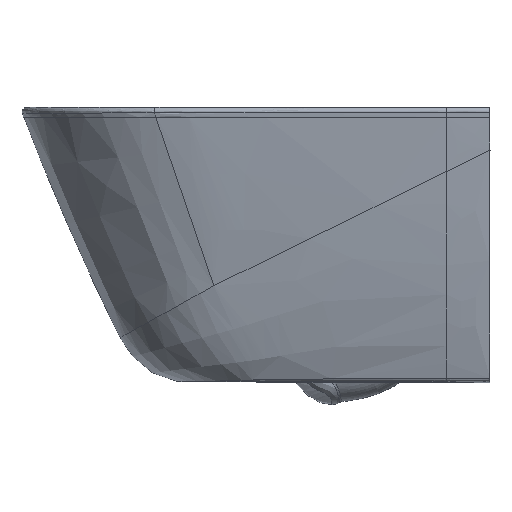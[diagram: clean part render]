
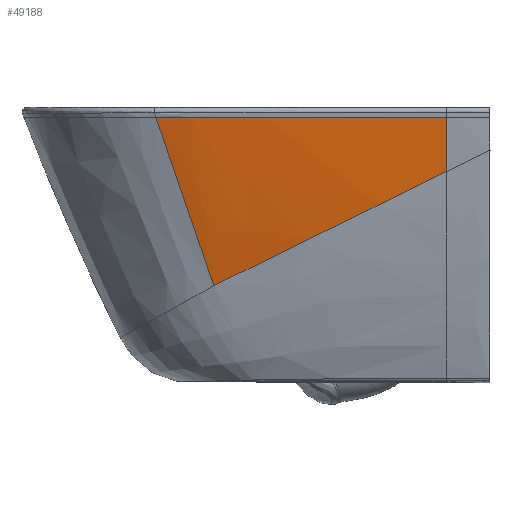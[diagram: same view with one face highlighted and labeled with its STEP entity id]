
A CAD part, front view. The second image highlights one B-rep face of the part: STEP entity #49188.
In plain terms, the highlighted free-form (B-spline) face has degree [3, 3] with [15, 4] control points.
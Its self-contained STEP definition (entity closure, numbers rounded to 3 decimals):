
#45526=CARTESIAN_POINT('',(-50.012,-182.68,
-11.5));
#45527=CARTESIAN_POINT('',(-50.012,-182.291,
-14.272));
#45528=CARTESIAN_POINT('',(-50.002,-180.955,
-23.761));
#45529=CARTESIAN_POINT('',(-50.008,-178.636,
-40.206));
#45530=CARTESIAN_POINT('',(-50.01,-176.023,
-58.665));
#45531=CARTESIAN_POINT('',(-50.002,-174.479,
-69.54));
#45532=CARTESIAN_POINT('',(-50.002,-173.818,
-74.181));
#45534=CARTESIAN_POINT('',(-50.002,-173.818,
-74.181));
#45535=CARTESIAN_POINT('',(-63.874,-172.656,
-80.987));
#45536=CARTESIAN_POINT('',(-92.433,-170.141,
-95.));
#45537=CARTESIAN_POINT('',(-150.341,-164.507,
-123.413));
#45538=CARTESIAN_POINT('',(-209.001,-157.917,
-152.194));
#45539=CARTESIAN_POINT('',(-254.749,-152.011,
-174.641));
#45540=CARTESIAN_POINT('',(-273.039,-149.524,
-183.614));
#45541=CARTESIAN_POINT('',(-280.353,-148.522,
-187.203));
#45542=CARTESIAN_POINT('',(-289.484,-147.203,
-191.683));
#45543=CARTESIAN_POINT('',(-299.391,-145.573,
-196.544));
#45544=CARTESIAN_POINT('',(-306.635,-144.229,
-200.098));
#45545=CARTESIAN_POINT('',(-311.352,-143.29,
-202.413));
#45546=CARTESIAN_POINT('',(-314.276,-142.686,
-203.848));
#45547=CARTESIAN_POINT('',(-317.089,-142.083,
-205.227));
#45548=CARTESIAN_POINT('',(-318.919,-141.681,
-206.126));
#45549=CARTESIAN_POINT('',(-319.747,-141.496,
-206.532));
#45551=DIRECTION('',(-0.32,-0.176,0.931));
#45552=VECTOR('',#45551,209.497);
#45553=CARTESIAN_POINT('',(-319.747,-141.496,
-206.532));
#45554=LINE('',#45553,#45552);
#45555=CARTESIAN_POINT('',(-50.012,-182.68,
-11.5));
#45556=CARTESIAN_POINT('',(-65.633,-182.648,
-11.5));
#45557=CARTESIAN_POINT('',(-95.78,-182.588,
-11.5));
#45558=CARTESIAN_POINT('',(-137.597,-182.504,
-11.5));
#45559=CARTESIAN_POINT('',(-176.337,-182.427,
-11.5));
#45560=CARTESIAN_POINT('',(-212.356,-182.354,
-11.5));
#45561=CARTESIAN_POINT('',(-245.147,-182.285,
-11.5));
#45562=CARTESIAN_POINT('',(-274.972,-182.224,
-11.5));
#45563=CARTESIAN_POINT('',(-302.184,-182.152,
-11.5));
#45564=CARTESIAN_POINT('',(-327.087,-182.138,
-11.5));
#45565=CARTESIAN_POINT('',(-349.806,-181.962,
-11.5));
#45566=CARTESIAN_POINT('',(-369.829,-180.67,
-11.5));
#45567=CARTESIAN_POINT('',(-381.44,-179.16,
-11.5));
#45568=CARTESIAN_POINT('',(-386.814,-178.287,
-11.5));
#48763=VERTEX_POINT('',#45555);
#48764=VERTEX_POINT('',#45568);
#48765=VERTEX_POINT('',#45532);
#48766=VERTEX_POINT('',#45549);
#49117=CARTESIAN_POINT('',(-391.488,-178.454,
-7.599));
#49118=CARTESIAN_POINT('',(-368.067,-165.78,
-75.211));
#49119=CARTESIAN_POINT('',(-344.645,-153.107,
-142.823));
#49120=CARTESIAN_POINT('',(-321.223,-140.434,
-210.435));
#49121=CARTESIAN_POINT('',(-390.38,-178.651,
-7.599));
#49122=CARTESIAN_POINT('',(-367.016,-165.949,
-75.211));
#49123=CARTESIAN_POINT('',(-343.652,-153.247,
-142.823));
#49124=CARTESIAN_POINT('',(-320.288,-140.545,
-210.435));
#49125=CARTESIAN_POINT('',(-389.267,-178.841,
-7.599));
#49126=CARTESIAN_POINT('',(-365.961,-166.111,
-75.211));
#49127=CARTESIAN_POINT('',(-342.655,-153.382,
-142.823));
#49128=CARTESIAN_POINT('',(-319.349,-140.653,
-210.435));
#49129=CARTESIAN_POINT('',(-386.39,-179.31,
-7.599));
#49130=CARTESIAN_POINT('',(-363.235,-166.515,
-75.211));
#49131=CARTESIAN_POINT('',(-340.079,-153.719,
-142.823));
#49132=CARTESIAN_POINT('',(-316.923,-140.923,
-210.435));
#49133=CARTESIAN_POINT('',(-382.857,-179.847,
-7.599));
#49134=CARTESIAN_POINT('',(-359.886,-166.979,
-75.211));
#49135=CARTESIAN_POINT('',(-336.915,-154.11,
-142.823));
#49136=CARTESIAN_POINT('',(-313.945,-141.241,
-210.435));
#49137=CARTESIAN_POINT('',(-375.765,-180.772,
-7.599));
#49138=CARTESIAN_POINT('',(-353.169,-167.79,
-75.211));
#49139=CARTESIAN_POINT('',(-330.572,-154.808,
-142.823));
#49140=CARTESIAN_POINT('',(-307.976,-141.826,
-210.435));
#49141=CARTESIAN_POINT('',(-366.87,-181.66,
-7.599));
#49142=CARTESIAN_POINT('',(-344.75,-168.595,
-75.211));
#49143=CARTESIAN_POINT('',(-322.63,-155.529,
-142.823));
#49144=CARTESIAN_POINT('',(-300.51,-142.464,
-210.435));
#49145=CARTESIAN_POINT('',(-356.161,-182.348,
-7.599));
#49146=CARTESIAN_POINT('',(-334.619,-169.265,
-75.211));
#49147=CARTESIAN_POINT('',(-313.078,-156.182,
-142.823));
#49148=CARTESIAN_POINT('',(-291.536,-143.1,
-210.435));
#49149=CARTESIAN_POINT('',(-345.441,-182.718,
-7.599));
#49150=CARTESIAN_POINT('',(-324.48,-169.688,
-75.211));
#49151=CARTESIAN_POINT('',(-303.519,-156.657,
-142.823));
#49152=CARTESIAN_POINT('',(-282.558,-143.626,
-210.435));
#49153=CARTESIAN_POINT('',(-334.716,-182.849,
-7.599));
#49154=CARTESIAN_POINT('',(-314.337,-169.922,
-75.211));
#49155=CARTESIAN_POINT('',(-293.958,-156.996,
-142.823));
#49156=CARTESIAN_POINT('',(-273.579,-144.069,
-210.435));
#49157=CARTESIAN_POINT('',(-320.411,-182.857,
-7.599));
#49158=CARTESIAN_POINT('',(-300.81,-170.106,
-75.211));
#49159=CARTESIAN_POINT('',(-281.208,-157.354,
-142.823));
#49160=CARTESIAN_POINT('',(-261.607,-144.603,
-210.435));
#49161=CARTESIAN_POINT('',(-225.621,-183.009,
-7.599));
#49162=CARTESIAN_POINT('',(-211.162,-171.398,
-75.211));
#49163=CARTESIAN_POINT('',(-196.703,-159.786,
-142.823));
#49164=CARTESIAN_POINT('',(-182.244,-148.175,
-210.435));
#49165=CARTESIAN_POINT('',(-133.252,-183.116,
-7.599));
#49166=CARTESIAN_POINT('',(-123.809,-172.624,
-75.211));
#49167=CARTESIAN_POINT('',(-114.366,-162.132,
-142.823));
#49168=CARTESIAN_POINT('',(-104.922,-151.64,
-210.435));
#49169=CARTESIAN_POINT('',(-48.046,-183.231,
-7.599));
#49170=CARTESIAN_POINT('',(-43.228,-173.768,
-75.211));
#49171=CARTESIAN_POINT('',(-38.41,-164.305,
-142.823));
#49172=CARTESIAN_POINT('',(-33.592,-154.842,
-210.435));
#49173=CARTESIAN_POINT('',(-46.919,-183.233,
-7.599));
#49174=CARTESIAN_POINT('',(-42.162,-173.783,
-75.211));
#49175=CARTESIAN_POINT('',(-37.405,-164.334,
-142.823));
#49176=CARTESIAN_POINT('',(-32.648,-154.885,
-210.435));
#49177=B_SPLINE_SURFACE_WITH_KNOTS('',3,3,((#49117,#49118,#49119,#49120),
(#49121,#49122,#49123,#49124),(#49125,#49126,#49127,#49128),(#49129,#49130,
#49131,#49132),(#49133,#49134,#49135,#49136),(#49137,#49138,#49139,#49140),(
#49141,#49142,#49143,#49144),(#49145,#49146,#49147,#49148),(#49149,#49150,
#49151,#49152),(#49153,#49154,#49155,#49156),(#49157,#49158,#49159,#49160),(
#49161,#49162,#49163,#49164),(#49165,#49166,#49167,#49168),(#49169,#49170,
#49171,#49172),(#49173,#49174,#49175,#49176)),.UNSPECIFIED.,.F.,.F.,.F.,(4,1,1,
1,1,1,1,1,1,1,1,1,4),(4,4),(-0.01,0.,0.,
0.016,0.032,0.063,0.095,
0.127,0.159,0.19,0.254,1.,
1.01),(0.006,0.994),.UNSPECIFIED.);
#49179=ORIENTED_EDGE('',*,*,#49178,.F.);
#49181=ORIENTED_EDGE('',*,*,#49180,.T.);
#49183=ORIENTED_EDGE('',*,*,#49182,.T.);
#49185=ORIENTED_EDGE('',*,*,#49184,.T.);
#49186=EDGE_LOOP('',(#49179,#49181,#49183,#49185));
#49187=FACE_OUTER_BOUND('',#49186,.F.);
#49188=ADVANCED_FACE('',(#49187),#49177,.F.);
#45533=B_SPLINE_CURVE_WITH_KNOTS('',3,(#45526,#45527,#45528,#45529,#45530,
#45531,#45532),.UNSPECIFIED.,.F.,.F.,(4,1,1,1,4),(0.,0.129,
0.439,0.748,1.),.UNSPECIFIED.);
#45550=B_SPLINE_CURVE_WITH_KNOTS('',3,(#45534,#45535,#45536,#45537,#45538,
#45539,#45540,#45541,#45542,#45543,#45544,#45545,#45546,#45547,#45548,#45549),
.UNSPECIFIED.,.F.,.F.,(4,1,1,1,1,1,1,1,1,1,1,1,1,4),(0.,0.154,
0.316,0.642,0.804,0.825,
0.845,0.886,0.926,0.955,
0.967,0.979,0.99,1.),.UNSPECIFIED.);
#45569=B_SPLINE_CURVE_WITH_KNOTS('',3,(#45555,#45556,#45557,#45558,#45559,
#45560,#45561,#45562,#45563,#45564,#45565,#45566,#45567,#45568),.UNSPECIFIED.,
.F.,.F.,(4,1,1,1,1,1,1,1,1,1,1,4),(0.,0.091,0.182,
0.273,0.364,0.455,0.545,
0.636,0.727,0.818,0.909,1.),
.UNSPECIFIED.);
#49178=EDGE_CURVE('',#48763,#48764,#45569,.T.);
#49180=EDGE_CURVE('',#48763,#48765,#45533,.T.);
#49182=EDGE_CURVE('',#48765,#48766,#45550,.T.);
#49184=EDGE_CURVE('',#48766,#48764,#45554,.T.);
